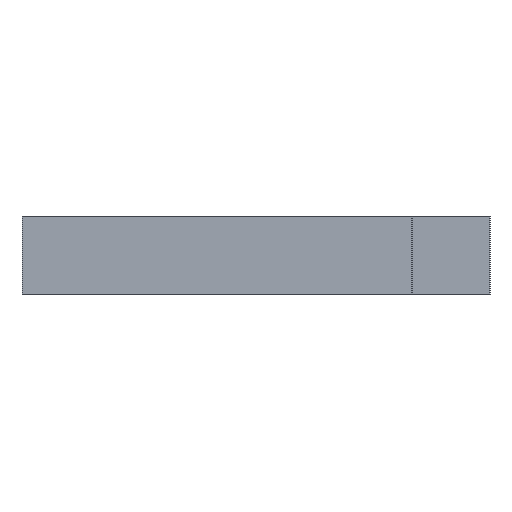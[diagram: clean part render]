
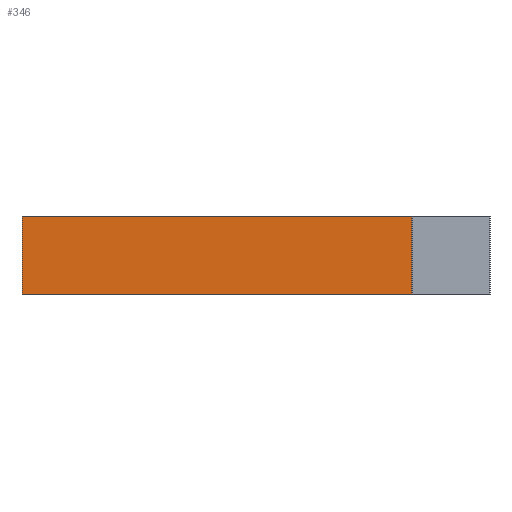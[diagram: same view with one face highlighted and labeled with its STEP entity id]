
A CAD part, left-side view. The second image highlights one B-rep face of the part: STEP entity #346.
In plain terms, the highlighted planar face has unit normal (-1, 0, 0).
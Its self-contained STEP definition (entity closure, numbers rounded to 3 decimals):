
#7 = VECTOR ( 'NONE', #612, 1000. ) ;
#62 = DIRECTION ( 'NONE',  ( 0., -1., 0. ) ) ;
#99 = ORIENTED_EDGE ( 'NONE', *, *, #764, .F. ) ;
#140 = LINE ( 'NONE', #188, #1314 ) ;
#152 = EDGE_CURVE ( 'NONE', #287, #479, #333, .T. ) ;
#180 = CARTESIAN_POINT ( 'NONE',  ( -47.475, 0., 6. ) ) ;
#188 = CARTESIAN_POINT ( 'NONE',  ( -47.475, 30., 6. ) ) ;
#189 = VERTEX_POINT ( 'NONE', #249 ) ;
#203 = LINE ( 'NONE', #621, #658 ) ;
#249 = CARTESIAN_POINT ( 'NONE',  ( -47.475, 0., 6. ) ) ;
#256 = CARTESIAN_POINT ( 'NONE',  ( -47.475, 30., 0. ) ) ;
#275 = ORIENTED_EDGE ( 'NONE', *, *, #982, .T. ) ;
#287 = VERTEX_POINT ( 'NONE', #256 ) ;
#321 = CARTESIAN_POINT ( 'NONE',  ( -47.475, 0., 0. ) ) ;
#325 = EDGE_CURVE ( 'NONE', #1331, #189, #885, .T. ) ;
#333 = LINE ( 'NONE', #745, #7 ) ;
#346 = ADVANCED_FACE ( 'NONE', ( #992 ), #778, .F. ) ;
#367 = ORIENTED_EDGE ( 'NONE', *, *, #325, .F. ) ;
#371 = ORIENTED_EDGE ( 'NONE', *, *, #152, .T. ) ;
#452 = CARTESIAN_POINT ( 'NONE',  ( -47.475, 30., 6. ) ) ;
#479 = VERTEX_POINT ( 'NONE', #321 ) ;
#534 = AXIS2_PLACEMENT_3D ( 'NONE', #900, #682, #891 ) ;
#604 = DIRECTION ( 'NONE',  ( 0., 0., -1. ) ) ;
#612 = DIRECTION ( 'NONE',  ( 0., -1., 0. ) ) ;
#616 = VECTOR ( 'NONE', #62, 1000. ) ;
#621 = CARTESIAN_POINT ( 'NONE',  ( -47.475, 0., 6. ) ) ;
#658 = VECTOR ( 'NONE', #720, 1000. ) ;
#682 = DIRECTION ( 'NONE',  ( 1., 0., 0. ) ) ;
#720 = DIRECTION ( 'NONE',  ( 0., 0., -1. ) ) ;
#745 = CARTESIAN_POINT ( 'NONE',  ( -47.475, 0., 0. ) ) ;
#764 = EDGE_CURVE ( 'NONE', #189, #479, #203, .T. ) ;
#778 = PLANE ( 'NONE',  #534 ) ;
#885 = LINE ( 'NONE', #180, #616 ) ;
#891 = DIRECTION ( 'NONE',  ( 0., 1., 0. ) ) ;
#900 = CARTESIAN_POINT ( 'NONE',  ( -47.475, 0., 6. ) ) ;
#982 = EDGE_CURVE ( 'NONE', #1331, #287, #140, .T. ) ;
#992 = FACE_OUTER_BOUND ( 'NONE', #1132, .T. ) ;
#1132 = EDGE_LOOP ( 'NONE', ( #371, #99, #367, #275 ) ) ;
#1314 = VECTOR ( 'NONE', #604, 1000. ) ;
#1331 = VERTEX_POINT ( 'NONE', #452 ) ;
